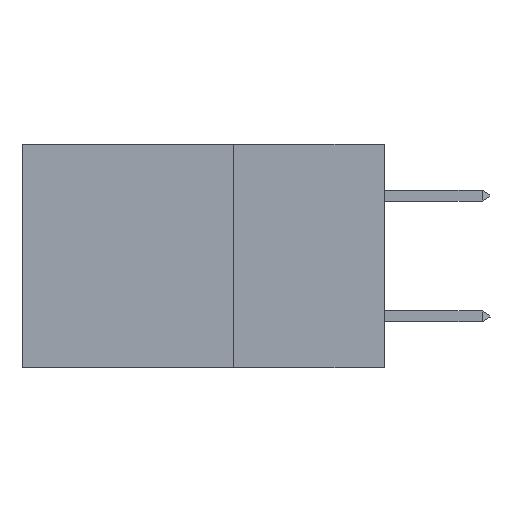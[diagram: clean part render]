
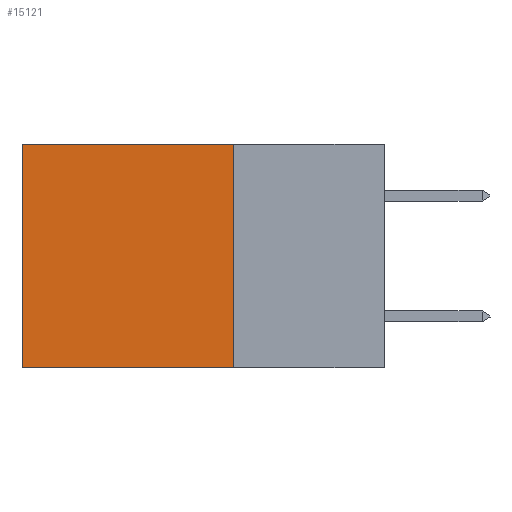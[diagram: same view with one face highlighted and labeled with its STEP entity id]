
A CAD part, left-side view. The second image highlights one B-rep face of the part: STEP entity #15121.
In plain terms, the highlighted planar face has unit normal (-1, 0, 0).
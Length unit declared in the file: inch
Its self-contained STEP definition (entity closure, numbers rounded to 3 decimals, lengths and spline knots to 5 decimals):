
#283 = DIRECTION ( 'NONE',  ( 0., 1., 0. ) ) ;
#561 = DIRECTION ( 'NONE',  ( 0., 1., 0. ) ) ;
#1453 = CARTESIAN_POINT ( 'NONE',  ( 0.2875, 0.25, -0.37 ) ) ;
#1521 = CARTESIAN_POINT ( 'NONE',  ( 0.2875, 0.25, 0. ) ) ;
#2298 = LINE ( 'NONE', #29769, #20065 ) ;
#2583 = VECTOR ( 'NONE', #24729, 39.37008 ) ;
#2670 = ORIENTED_EDGE ( 'NONE', *, *, #3195, .F. ) ;
#2840 = ORIENTED_EDGE ( 'NONE', *, *, #25727, .F. ) ;
#3195 = EDGE_CURVE ( 'NONE', #17951, #23142, #17004, .T. ) ;
#3959 = CARTESIAN_POINT ( 'NONE',  ( 0.2875, 0.25, -0.37 ) ) ;
#4662 = CARTESIAN_POINT ( 'NONE',  ( 0.2875, 0.6, 0. ) ) ;
#5021 = FACE_OUTER_BOUND ( 'NONE', #13154, .T. ) ;
#5453 = AXIS2_PLACEMENT_3D ( 'NONE', #16325, #16580, #7699 ) ;
#7699 = DIRECTION ( 'NONE',  ( 0., 0., -1. ) ) ;
#10318 = CARTESIAN_POINT ( 'NONE',  ( 0.2875, 0.6, -0.37 ) ) ;
#12240 = DIRECTION ( 'NONE',  ( 0., 0., -1. ) ) ;
#13004 = LINE ( 'NONE', #3959, #17083 ) ;
#13154 = EDGE_LOOP ( 'NONE', ( #13631, #2840, #2670, #15195 ) ) ;
#13631 = ORIENTED_EDGE ( 'NONE', *, *, #15551, .T. ) ;
#15121 = ADVANCED_FACE ( 'NONE', ( #5021 ), #22044, .F. ) ;
#15195 = ORIENTED_EDGE ( 'NONE', *, *, #37400, .T. ) ;
#15551 = EDGE_CURVE ( 'NONE', #32869, #19803, #17188, .T. ) ;
#16325 = CARTESIAN_POINT ( 'NONE',  ( 0.2875, 0.25, 0. ) ) ;
#16580 = DIRECTION ( 'NONE',  ( 1., 0., 0. ) ) ;
#17004 = LINE ( 'NONE', #23441, #33795 ) ;
#17083 = VECTOR ( 'NONE', #561, 39.37008 ) ;
#17188 = LINE ( 'NONE', #4662, #2583 ) ;
#17951 = VERTEX_POINT ( 'NONE', #1521 ) ;
#19803 = VERTEX_POINT ( 'NONE', #10318 ) ;
#20065 = VECTOR ( 'NONE', #283, 39.37008 ) ;
#22044 = PLANE ( 'NONE',  #5453 ) ;
#23142 = VERTEX_POINT ( 'NONE', #1453 ) ;
#23441 = CARTESIAN_POINT ( 'NONE',  ( 0.2875, 0.25, 0. ) ) ;
#24729 = DIRECTION ( 'NONE',  ( 0., 0., -1. ) ) ;
#25727 = EDGE_CURVE ( 'NONE', #23142, #19803, #13004, .T. ) ;
#29769 = CARTESIAN_POINT ( 'NONE',  ( 0.2875, 0.25, 0. ) ) ;
#31437 = CARTESIAN_POINT ( 'NONE',  ( 0.2875, 0.6, 0. ) ) ;
#32869 = VERTEX_POINT ( 'NONE', #31437 ) ;
#33795 = VECTOR ( 'NONE', #12240, 39.37008 ) ;
#37400 = EDGE_CURVE ( 'NONE', #17951, #32869, #2298, .T. ) ;
